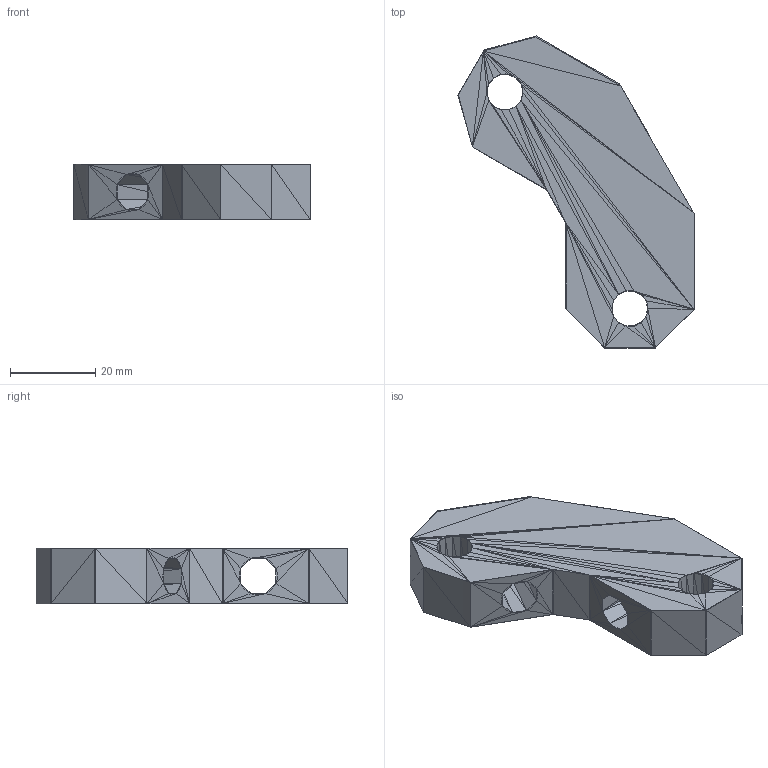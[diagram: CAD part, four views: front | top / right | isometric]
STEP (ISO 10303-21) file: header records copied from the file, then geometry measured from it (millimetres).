
FILE_DESCRIPTION (( 'STEP AP214' ), '1' );
FILE_NAME ('frame-vertex.STEP', '2011-03-10T04:51:37', ( 'Dogma' ), ( '' ), 'SwSTEP 2.0', 'SolidWorks 2011', '' );
FILE_SCHEMA (( 'AUTOMOTIVE_DESIGN' ));
Length unit declared in the file: millimetre
Products named in the file (1): frame-vertex
Bounding box: 55.35 x 73.09 x 12.9 mm (x, y, z)
Volume: 48224.9 mm3; surface area: 18034.2 mm2
Topology: 2 solids, 2 shells, 258 faces, 414 edges, 152 vertices
Faces by surface type: plane 250, cylinder 8
Entity records: 5353 total; most frequent: DIRECTION 948, ORIENTED_EDGE 828, CARTESIAN_POINT 825, EDGE_CURVE 414, LINE 398, VECTOR 398, AXIS2_PLACEMENT_3D 275, EDGE_LOOP 266
